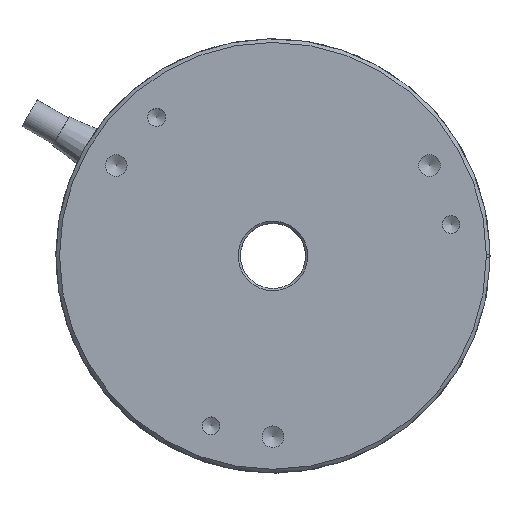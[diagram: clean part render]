
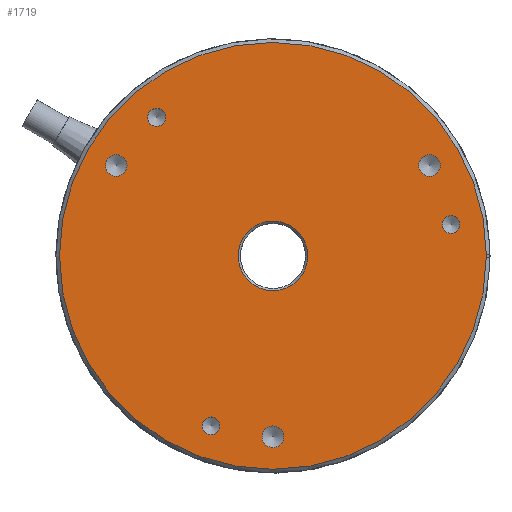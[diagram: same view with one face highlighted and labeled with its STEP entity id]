
A CAD part, top view. The second image highlights one B-rep face of the part: STEP entity #1719.
In plain terms, the highlighted planar face has unit normal (0, 0, 1).
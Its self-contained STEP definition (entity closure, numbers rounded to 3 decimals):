
#639=CARTESIAN_POINT('',(29.5,0.,18.5));
#640=VERTEX_POINT('',#639);
#1082=CARTESIAN_POINT('',(-14.84,19.151,18.5));
#1083=VERTEX_POINT('',#1082);
#1084=CARTESIAN_POINT('',(-16.07,19.151,18.5));
#1085=DIRECTION('',(0.0,0.0,-1.0));
#1086=DIRECTION('',(1.0,0.0,0.0));
#1087=AXIS2_PLACEMENT_3D('',#1084,#1085,#1086);
#1088=CIRCLE('',#1087,1.23);
#1089=EDGE_CURVE('',#1083,#1083,#1088,.T.);
#1119=CARTESIAN_POINT('',(25.85,4.341,18.5));
#1120=VERTEX_POINT('',#1119);
#1121=CARTESIAN_POINT('',(24.62,4.341,18.5));
#1122=DIRECTION('',(0.0,0.0,-1.0));
#1123=DIRECTION('',(1.0,0.0,0.0));
#1124=AXIS2_PLACEMENT_3D('',#1121,#1122,#1123);
#1125=CIRCLE('',#1124,1.23);
#1126=EDGE_CURVE('',#1120,#1120,#1125,.T.);
#1156=CARTESIAN_POINT('',(-7.321,-23.492,18.5));
#1157=VERTEX_POINT('',#1156);
#1158=CARTESIAN_POINT('',(-8.551,-23.492,18.5));
#1159=DIRECTION('',(0.0,0.0,-1.0));
#1160=DIRECTION('',(1.0,0.0,0.0));
#1161=AXIS2_PLACEMENT_3D('',#1158,#1159,#1160);
#1162=CIRCLE('',#1161,1.23);
#1163=EDGE_CURVE('',#1157,#1157,#1162,.T.);
#1193=CARTESIAN_POINT('',(-20.151,12.5,18.5));
#1194=VERTEX_POINT('',#1193);
#1195=CARTESIAN_POINT('',(-21.651,12.5,18.5));
#1196=DIRECTION('',(0.0,0.0,-1.0));
#1197=DIRECTION('',(1.0,0.0,0.0));
#1198=AXIS2_PLACEMENT_3D('',#1195,#1196,#1197);
#1199=CIRCLE('',#1198,1.5);
#1200=EDGE_CURVE('',#1194,#1194,#1199,.T.);
#1230=CARTESIAN_POINT('',(23.151,12.5,18.5));
#1231=VERTEX_POINT('',#1230);
#1232=CARTESIAN_POINT('',(21.651,12.5,18.5));
#1233=DIRECTION('',(0.0,0.0,-1.0));
#1234=DIRECTION('',(1.0,0.0,0.0));
#1235=AXIS2_PLACEMENT_3D('',#1232,#1233,#1234);
#1236=CIRCLE('',#1235,1.5);
#1237=EDGE_CURVE('',#1231,#1231,#1236,.T.);
#1267=CARTESIAN_POINT('',(1.5,-25.0,18.5));
#1268=VERTEX_POINT('',#1267);
#1269=CARTESIAN_POINT('',(0.0,-25.0,18.5));
#1270=DIRECTION('',(0.0,0.0,-1.0));
#1271=DIRECTION('',(1.0,0.0,0.0));
#1272=AXIS2_PLACEMENT_3D('',#1269,#1270,#1271);
#1273=CIRCLE('',#1272,1.5);
#1274=EDGE_CURVE('',#1268,#1268,#1273,.T.);
#1672=CARTESIAN_POINT('',(4.8,0.,18.5));
#1673=VERTEX_POINT('',#1672);
#1674=CARTESIAN_POINT('',(0.0,0.0,18.5));
#1675=DIRECTION('',(0.0,0.0,1.0));
#1676=DIRECTION('',(-1.0,0.0,0.0));
#1677=AXIS2_PLACEMENT_3D('',#1674,#1675,#1676);
#1678=CIRCLE('',#1677,4.8);
#1679=EDGE_CURVE('',#1673,#1673,#1678,.T.);
#1684=CARTESIAN_POINT('',(0.0,0.0,18.5));
#1685=DIRECTION('',(0.0,0.0,-1.0));
#1686=DIRECTION('',(-1.0,0.0,0.0));
#1687=AXIS2_PLACEMENT_3D('',#1684,#1685,#1686);
#1688=PLANE('',#1687);
#1689=CARTESIAN_POINT('',(0.0,0.0,18.5));
#1690=DIRECTION('',(0.0,0.0,-1.0));
#1691=DIRECTION('',(-1.0,0.0,0.0));
#1692=AXIS2_PLACEMENT_3D('',#1689,#1690,#1691);
#1693=CIRCLE('',#1692,29.5);
#1694=EDGE_CURVE('',#640,#640,#1693,.T.);
#1695=ORIENTED_EDGE('',*,*,#1694,.F.);
#1696=EDGE_LOOP('',(#1695));
#1697=FACE_OUTER_BOUND('',#1696,.T.);
#1698=ORIENTED_EDGE('',*,*,#1089,.T.);
#1699=EDGE_LOOP('',(#1698));
#1700=FACE_BOUND('',#1699,.T.);
#1701=ORIENTED_EDGE('',*,*,#1126,.T.);
#1702=EDGE_LOOP('',(#1701));
#1703=FACE_BOUND('',#1702,.T.);
#1704=ORIENTED_EDGE('',*,*,#1163,.T.);
#1705=EDGE_LOOP('',(#1704));
#1706=FACE_BOUND('',#1705,.T.);
#1707=ORIENTED_EDGE('',*,*,#1200,.T.);
#1708=EDGE_LOOP('',(#1707));
#1709=FACE_BOUND('',#1708,.T.);
#1710=ORIENTED_EDGE('',*,*,#1237,.T.);
#1711=EDGE_LOOP('',(#1710));
#1712=FACE_BOUND('',#1711,.T.);
#1713=ORIENTED_EDGE('',*,*,#1274,.T.);
#1714=EDGE_LOOP('',(#1713));
#1715=FACE_BOUND('',#1714,.T.);
#1716=ORIENTED_EDGE('',*,*,#1679,.F.);
#1717=EDGE_LOOP('',(#1716));
#1718=FACE_BOUND('',#1717,.T.);
#1719=ADVANCED_FACE('',(#1697,#1700,#1703,#1706,#1709,#1712,#1715,#1718),#1688,.F.);
